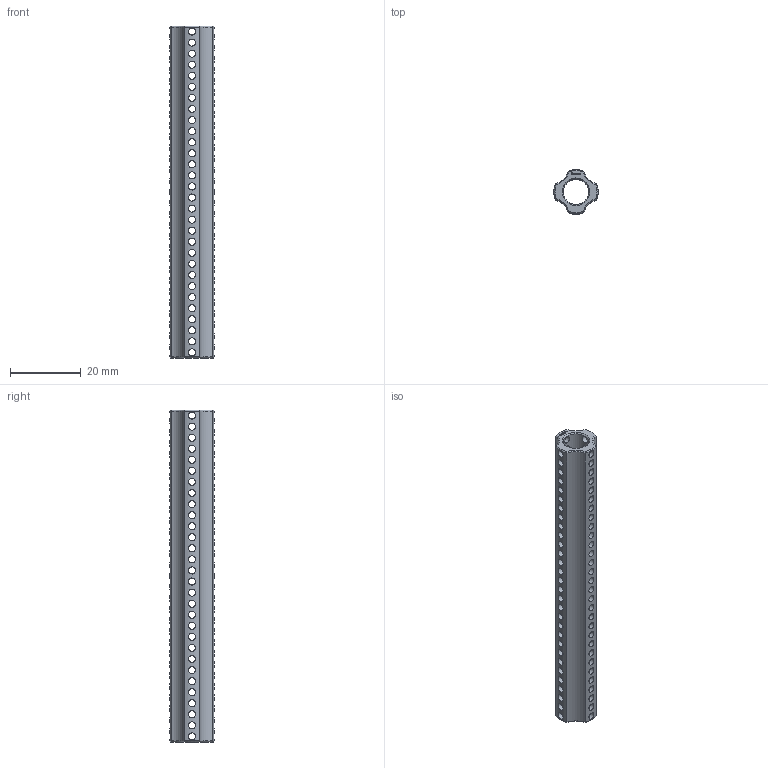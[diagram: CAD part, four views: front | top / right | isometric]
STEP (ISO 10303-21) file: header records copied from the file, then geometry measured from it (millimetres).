
FILE_DESCRIPTION(('FreeCAD Model'),'2;1');
FILE_NAME('Open CASCADE Shape Model','2024-02-18T17:23:52',(''),(''), 'Open CASCADE STEP processor 7.6','FreeCAD','Unknown');
FILE_SCHEMA(('AUTOMOTIVE_DESIGN { 1 0 10303 214 1 1 1 1 }'));
Length unit declared in the file: millimetre
Products named in the file (1): Power-Transmission Hub PLN IDX FRE BU07.50 - SPN-PTH-0129 
(stemfie.org)
Bounding box: 12.5 x 12.5 x 93.75 mm (x, y, z)
Volume: 5060.3 mm3; surface area: 7209.8 mm2
Topology: 1 solids, 1 shells, 606 faces, 1851 edges, 1248 vertices
Faces by surface type: plane 315, extrusion 144, cylinder 129, cone 18
Full cylindrical faces by diameter (mm): 2 x120, 7.2 x1
Entity records: 79276 total; most frequent: CARTESIAN_POINT 45128, DIRECTION 4987, VECTOR 3939, LINE 3795, ORIENTED_EDGE 3702, PCURVE 3702, DEFINITIONAL_REPRESENTATION 3702, EDGE_CURVE 1851
